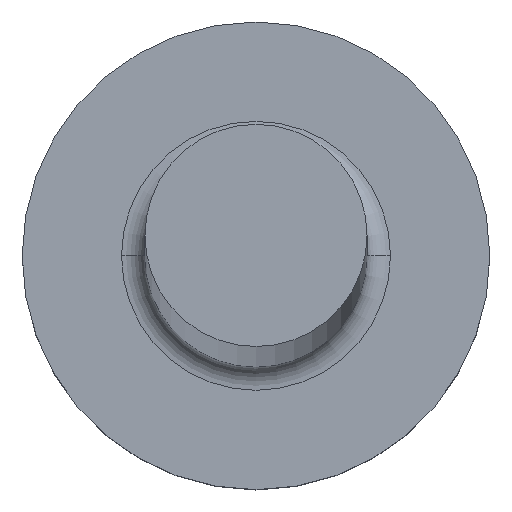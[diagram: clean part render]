
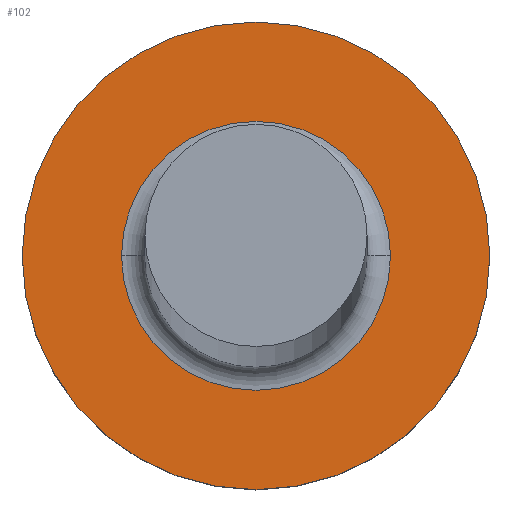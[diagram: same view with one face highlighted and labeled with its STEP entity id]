
A CAD part, top view. The second image highlights one B-rep face of the part: STEP entity #102.
In plain terms, the highlighted planar face has unit normal (0, 0, 1).
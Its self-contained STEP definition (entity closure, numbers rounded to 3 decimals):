
#3 = FACE_OUTER_BOUND ( 'NONE', #282, .T. ) ;
#7 = EDGE_CURVE ( 'NONE', #87, #157, #207, .T. ) ;
#10 = DIRECTION ( 'NONE',  ( 1., 0., 0. ) ) ;
#15 = DIRECTION ( 'NONE',  ( 1., 0., 0. ) ) ;
#20 = AXIS2_PLACEMENT_3D ( 'NONE', #271, #174, #15 ) ;
#29 = FACE_BOUND ( 'NONE', #280, .T. ) ;
#41 = CARTESIAN_POINT ( 'NONE',  ( 0., 0., 1.5 ) ) ;
#44 = AXIS2_PLACEMENT_3D ( 'NONE', #198, #62, #81 ) ;
#54 = AXIS2_PLACEMENT_3D ( 'NONE', #60, #177, #106 ) ;
#60 = CARTESIAN_POINT ( 'NONE',  ( 0., 0., 1.5 ) ) ;
#62 = DIRECTION ( 'NONE',  ( 0., 0., -1. ) ) ;
#66 = CIRCLE ( 'NONE', #126, 2. ) ;
#69 = CIRCLE ( 'NONE', #20, 2. ) ;
#71 = VERTEX_POINT ( 'NONE', #264 ) ;
#74 = AXIS2_PLACEMENT_3D ( 'NONE', #213, #161, #288 ) ;
#81 = DIRECTION ( 'NONE',  ( 1., 0., 0. ) ) ;
#83 = CARTESIAN_POINT ( 'NONE',  ( 1.15, 0., 1.5 ) ) ;
#87 = VERTEX_POINT ( 'NONE', #164 ) ;
#88 = VERTEX_POINT ( 'NONE', #237 ) ;
#91 = ORIENTED_EDGE ( 'NONE', *, *, #7, .T. ) ;
#95 = PLANE ( 'NONE',  #54 ) ;
#102 = ADVANCED_FACE ( 'NONE', ( #29, #3 ), #95, .T. ) ;
#106 = DIRECTION ( 'NONE',  ( 1., 0., 0. ) ) ;
#109 = ORIENTED_EDGE ( 'NONE', *, *, #223, .T. ) ;
#113 = ORIENTED_EDGE ( 'NONE', *, *, #124, .T. ) ;
#124 = EDGE_CURVE ( 'NONE', #88, #71, #69, .T. ) ;
#126 = AXIS2_PLACEMENT_3D ( 'NONE', #41, #176, #10 ) ;
#134 = ORIENTED_EDGE ( 'NONE', *, *, #183, .T. ) ;
#157 = VERTEX_POINT ( 'NONE', #83 ) ;
#161 = DIRECTION ( 'NONE',  ( 0., 0., -1. ) ) ;
#164 = CARTESIAN_POINT ( 'NONE',  ( -1.15, 0., 1.5 ) ) ;
#174 = DIRECTION ( 'NONE',  ( 0., 0., 1. ) ) ;
#176 = DIRECTION ( 'NONE',  ( 0., 0., 1. ) ) ;
#177 = DIRECTION ( 'NONE',  ( 0., 0., 1. ) ) ;
#183 = EDGE_CURVE ( 'NONE', #71, #88, #66, .T. ) ;
#198 = CARTESIAN_POINT ( 'NONE',  ( 0., 0., 1.5 ) ) ;
#207 = CIRCLE ( 'NONE', #74, 1.15 ) ;
#213 = CARTESIAN_POINT ( 'NONE',  ( 0., 0., 1.5 ) ) ;
#223 = EDGE_CURVE ( 'NONE', #157, #87, #275, .T. ) ;
#237 = CARTESIAN_POINT ( 'NONE',  ( 2., 0., 1.5 ) ) ;
#264 = CARTESIAN_POINT ( 'NONE',  ( -2., 0., 1.5 ) ) ;
#271 = CARTESIAN_POINT ( 'NONE',  ( 0., 0., 1.5 ) ) ;
#275 = CIRCLE ( 'NONE', #44, 1.15 ) ;
#280 = EDGE_LOOP ( 'NONE', ( #109, #91 ) ) ;
#282 = EDGE_LOOP ( 'NONE', ( #134, #113 ) ) ;
#288 = DIRECTION ( 'NONE',  ( 1., 0., 0. ) ) ;
